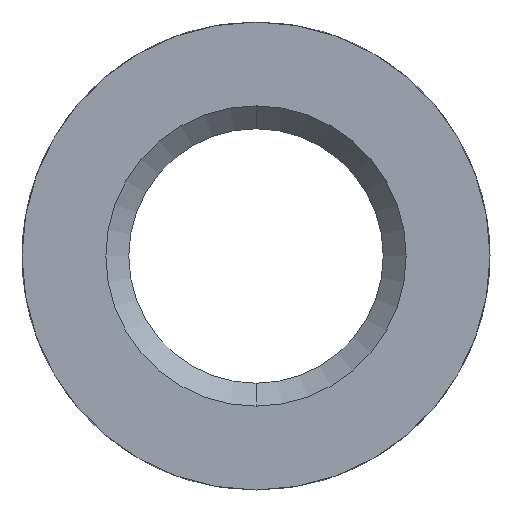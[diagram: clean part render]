
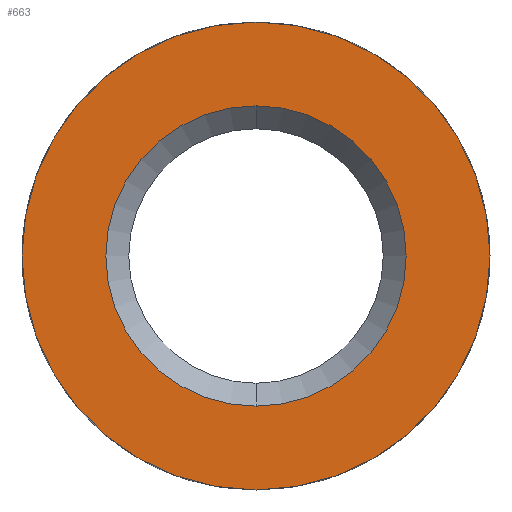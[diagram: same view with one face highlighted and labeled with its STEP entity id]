
A CAD part, left-side view. The second image highlights one B-rep face of the part: STEP entity #663.
In plain terms, the highlighted planar face has unit normal (-1, 0, 0).
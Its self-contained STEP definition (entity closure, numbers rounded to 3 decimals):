
#499=CARTESIAN_POINT('',(0.,-0.,9.35));
#500=VERTEX_POINT('',#499);
#540=CARTESIAN_POINT('',(0.,-0.,-9.35));
#541=VERTEX_POINT('',#540);
#548=CARTESIAN_POINT('',(0.,0.,0.));
#549=DIRECTION('',(1.,0.,-0.));
#550=DIRECTION('',(-0.,0.,-1.));
#551=AXIS2_PLACEMENT_3D('',#548,#549,#550);
#552=CIRCLE('',#551,9.35);
#553=EDGE_CURVE('',#541,#500,#552,.T.);
#628=CARTESIAN_POINT('',(0.,9.35,0.));
#629=DIRECTION('',(-1.,0.,0.));
#630=DIRECTION('',(0.,0.,1.));
#631=AXIS2_PLACEMENT_3D('',#628,#629,#630);
#632=PLANE('',#631);
#633=CARTESIAN_POINT('',(0.,-0.,-6.));
#634=VERTEX_POINT('',#633);
#635=CARTESIAN_POINT('',(0.,0.,6.));
#636=VERTEX_POINT('',#635);
#637=CARTESIAN_POINT('',(0.,0.,0.));
#638=DIRECTION('',(1.,0.,-0.));
#639=DIRECTION('',(0.,0.,1.));
#640=AXIS2_PLACEMENT_3D('',#637,#638,#639);
#641=CIRCLE('',#640,6.);
#642=EDGE_CURVE('',#634,#636,#641,.T.);
#643=ORIENTED_EDGE('',*,*,#642,.T.);
#644=CARTESIAN_POINT('',(0.,0.,0.));
#645=DIRECTION('',(1.,0.,-0.));
#646=DIRECTION('',(0.,0.,1.));
#647=AXIS2_PLACEMENT_3D('',#644,#645,#646);
#648=CIRCLE('',#647,6.);
#649=EDGE_CURVE('',#636,#634,#648,.T.);
#650=ORIENTED_EDGE('',*,*,#649,.T.);
#651=EDGE_LOOP('',(#643,#650));
#652=FACE_BOUND('',#651,.T.);
#653=CARTESIAN_POINT('',(0.,0.,0.));
#654=DIRECTION('',(1.,0.,-0.));
#655=DIRECTION('',(-0.,0.,-1.));
#656=AXIS2_PLACEMENT_3D('',#653,#654,#655);
#657=CIRCLE('',#656,9.35);
#658=EDGE_CURVE('',#500,#541,#657,.T.);
#659=ORIENTED_EDGE('',*,*,#658,.F.);
#660=ORIENTED_EDGE('',*,*,#553,.F.);
#661=EDGE_LOOP('',(#659,#660));
#662=FACE_BOUND('',#661,.T.);
#663=ADVANCED_FACE('',(#652,#662),#632,.T.);
